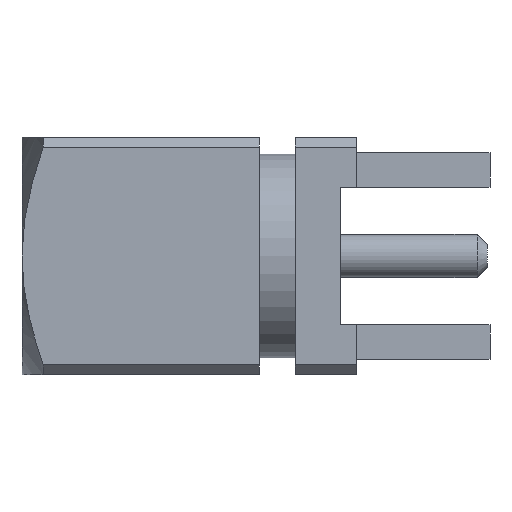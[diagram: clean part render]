
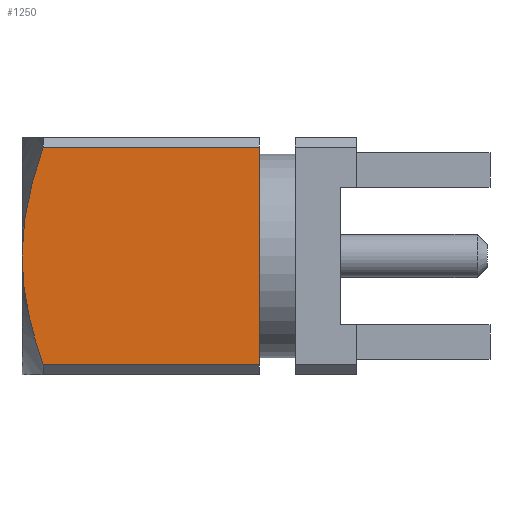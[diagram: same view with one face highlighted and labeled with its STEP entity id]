
A CAD part, front view. The second image highlights one B-rep face of the part: STEP entity #1250.
In plain terms, the highlighted planar face has unit normal (0, -1, 0).
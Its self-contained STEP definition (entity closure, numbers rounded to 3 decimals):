
#78=B_SPLINE_CURVE_WITH_KNOTS('',3,(#1972,#1973,#1974,#1975),
 .UNSPECIFIED.,.F.,.F.,(4,4),(0.01,0.014),
 .UNSPECIFIED.);
#87=B_SPLINE_CURVE_WITH_KNOTS('',3,(#2023,#2024,#2025,#2026),
 .UNSPECIFIED.,.F.,.F.,(4,4),(0.007,0.01),
 .UNSPECIFIED.);
#263=ORIENTED_EDGE('',*,*,#546,.F.);
#264=ORIENTED_EDGE('',*,*,#547,.F.);
#265=ORIENTED_EDGE('',*,*,#548,.T.);
#266=ORIENTED_EDGE('',*,*,#520,.F.);
#267=ORIENTED_EDGE('',*,*,#532,.F.);
#520=EDGE_CURVE('',#662,#659,#78,.T.);
#532=EDGE_CURVE('',#670,#662,#87,.T.);
#546=EDGE_CURVE('',#678,#670,#813,.T.);
#547=EDGE_CURVE('',#679,#678,#814,.T.);
#548=EDGE_CURVE('',#679,#659,#815,.T.);
#659=VERTEX_POINT('',#1963);
#662=VERTEX_POINT('',#1971);
#670=VERTEX_POINT('',#2022);
#678=VERTEX_POINT('',#2053);
#679=VERTEX_POINT('',#2057);
#813=LINE('',#2054,#929);
#814=LINE('',#2056,#930);
#815=LINE('',#2058,#931);
#929=VECTOR('',#1607,1000.);
#930=VECTOR('',#1610,1000.);
#931=VECTOR('',#1611,1000.);
#979=EDGE_LOOP('',(#263,#264,#265,#266,#267));
#1087=FACE_BOUND('',#979,.T.);
#1190=PLANE('',#1349);
#1250=ADVANCED_FACE('',(#1087),#1190,.F.);
#1349=AXIS2_PLACEMENT_3D('',#2055,#1608,#1609);
#1607=DIRECTION('',(-1.,0.,0.));
#1608=DIRECTION('',(0.,1.,0.));
#1609=DIRECTION('',(0.,0.,1.));
#1610=DIRECTION('',(0.,0.,-1.));
#1611=DIRECTION('',(-1.,0.,0.));
#1963=CARTESIAN_POINT('',(-2.878,-3.5,3.21));
#1971=CARTESIAN_POINT('',(-3.5,-3.5,0.));
#1972=CARTESIAN_POINT('',(-3.5,-3.5,0.));
#1973=CARTESIAN_POINT('',(-3.5,-3.5,1.104));
#1974=CARTESIAN_POINT('',(-3.227,-3.5,2.172));
#1975=CARTESIAN_POINT('',(-2.878,-3.5,3.21));
#2022=CARTESIAN_POINT('',(-2.878,-3.5,-3.21));
#2023=CARTESIAN_POINT('',(-2.878,-3.5,-3.21));
#2024=CARTESIAN_POINT('',(-3.229,-3.5,-2.167));
#2025=CARTESIAN_POINT('',(-3.5,-3.5,-1.109));
#2026=CARTESIAN_POINT('',(-3.5,-3.5,0.));
#2053=CARTESIAN_POINT('',(3.5,-3.5,-3.21));
#2054=CARTESIAN_POINT('',(13.36,-3.5,-3.21));
#2055=CARTESIAN_POINT('',(13.36,-3.5,3.21));
#2056=CARTESIAN_POINT('',(3.5,-3.5,0.));
#2057=CARTESIAN_POINT('',(3.5,-3.5,3.21));
#2058=CARTESIAN_POINT('',(13.36,-3.5,3.21));
